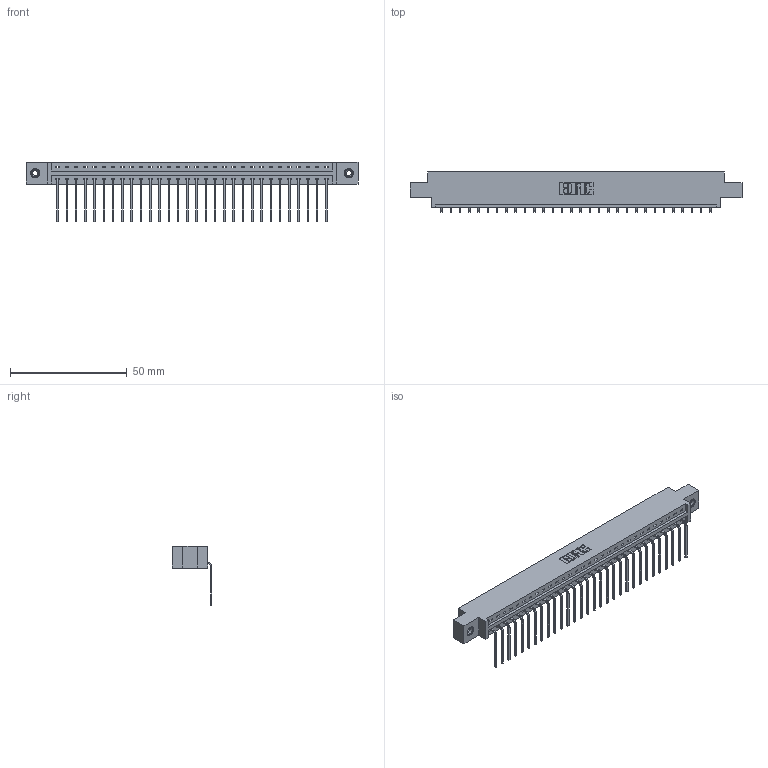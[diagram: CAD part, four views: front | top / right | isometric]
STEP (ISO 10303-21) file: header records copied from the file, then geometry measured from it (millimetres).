
FILE_DESCRIPTION (( 'STEP AP203' ), '1' );
FILE_NAME ('387-030-559-608.STEP', '2019-10-03T18:44:57', ( '' ), ( '' ), 'SwSTEP 2.0', 'SolidWorks 2016', '' );
FILE_SCHEMA (( 'CONFIG_CONTROL_DESIGN' ));
Length unit declared in the file: inch
Products named in the file (4): 345-250-001_345-250-003-102; 387-030-559-608; 337 Part_0.170 Offset - 0.156 Dia-TI; 345-292-001_558 559 Tail - 1
Assembly tree (33 placements, depth 2):
  387-030-559-608
    337 Part_0.170 Offset - 0.156 Dia-TI
    345-292-001_558 559 Tail - 1  x30
    345-250-001_345-250-003-102  x2
Bounding box: 141.88 x 17.09 x 25.53 mm (x, y, z)
Volume: 14572.3 mm3; surface area: 15731.9 mm2
Topology: 33 solids, 33 shells, 2098 faces, 6279 edges, 4138 vertices
Faces by surface type: plane 1546, cylinder 536, cone 12, torus 4
Entity records: 25254 total; most frequent: CARTESIAN_POINT 4379, ORIENTED_EDGE 4338, DIRECTION 3743, EDGE_CURVE 2169, LINE 2021, VECTOR 2021, VERTEX_POINT 1440, AXIS2_PLACEMENT_3D 861
